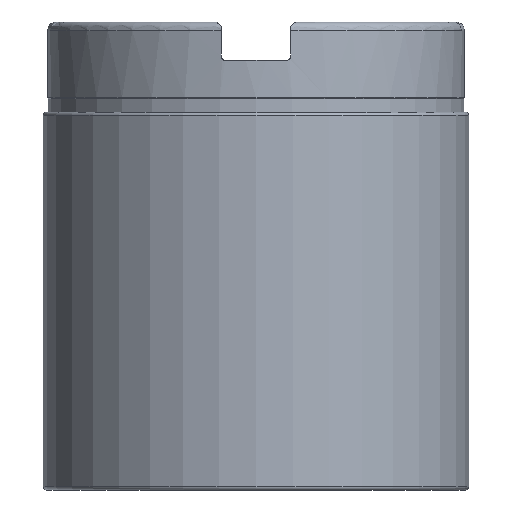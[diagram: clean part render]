
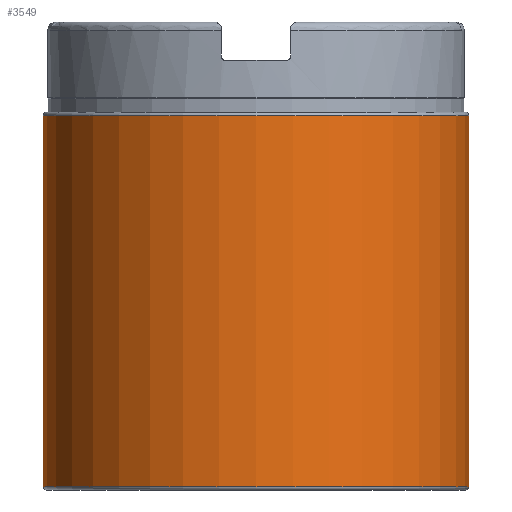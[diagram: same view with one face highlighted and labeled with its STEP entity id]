
A CAD part, left-side view. The second image highlights one B-rep face of the part: STEP entity #3549.
In plain terms, the highlighted cylindrical face has radius 50 mm (diameter 100 mm), a partial arc.
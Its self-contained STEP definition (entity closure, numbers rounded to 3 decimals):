
#3015=CARTESIAN_POINT('',(0.,0.,22.));
#3016=DIRECTION('',(0.,0.,-1.));
#3017=DIRECTION('',(0.,1.,0.));
#3018=AXIS2_PLACEMENT_3D('',#3015,#3016,#3017);
#3023=DIRECTION('',(0.,0.,1.));
#3024=VECTOR('',#3023,87.2);
#3025=CARTESIAN_POINT('',(0.,50.,22.));
#3026=LINE('',#3025,#3024);
#3030=DIRECTION('',(0.,0.,1.));
#3031=VECTOR('',#3030,87.2);
#3032=CARTESIAN_POINT('',(0.,-50.,22.));
#3033=LINE('',#3032,#3031);
#3069=CARTESIAN_POINT('',(0.,0.,109.2));
#3070=DIRECTION('',(0.,0.,-1.));
#3071=DIRECTION('',(0.,1.,0.));
#3072=AXIS2_PLACEMENT_3D('',#3069,#3070,#3071);
#3096=CARTESIAN_POINT('',(0.,50.,22.));
#3098=VERTEX_POINT('',#3096);
#3099=CARTESIAN_POINT('',(0.,50.,109.2));
#3100=VERTEX_POINT('',#3099);
#3120=CARTESIAN_POINT('',(0.,-50.,22.));
#3122=VERTEX_POINT('',#3120);
#3123=CARTESIAN_POINT('',(0.,-50.,109.2));
#3124=VERTEX_POINT('',#3123);
#3535=CARTESIAN_POINT('',(0.,0.,115.5));
#3536=DIRECTION('',(0.,0.,-1.));
#3537=DIRECTION('',(0.,-1.,0.));
#3538=AXIS2_PLACEMENT_3D('',#3535,#3536,#3537);
#3539=CYLINDRICAL_SURFACE('',#3538,50.);
#3541=ORIENTED_EDGE('',*,*,#3540,.F.);
#3542=ORIENTED_EDGE('',*,*,#3530,.T.);
#3544=ORIENTED_EDGE('',*,*,#3543,.T.);
#3546=ORIENTED_EDGE('',*,*,#3545,.F.);
#3547=EDGE_LOOP('',(#3541,#3542,#3544,#3546));
#3548=FACE_OUTER_BOUND('',#3547,.F.);
#3549=ADVANCED_FACE('',(#3548),#3539,.T.);
#3019=CIRCLE('',#3018,50.);
#3073=CIRCLE('',#3072,50.);
#3530=EDGE_CURVE('',#3098,#3122,#3019,.T.);
#3540=EDGE_CURVE('',#3098,#3100,#3026,.T.);
#3543=EDGE_CURVE('',#3122,#3124,#3033,.T.);
#3545=EDGE_CURVE('',#3100,#3124,#3073,.T.);
